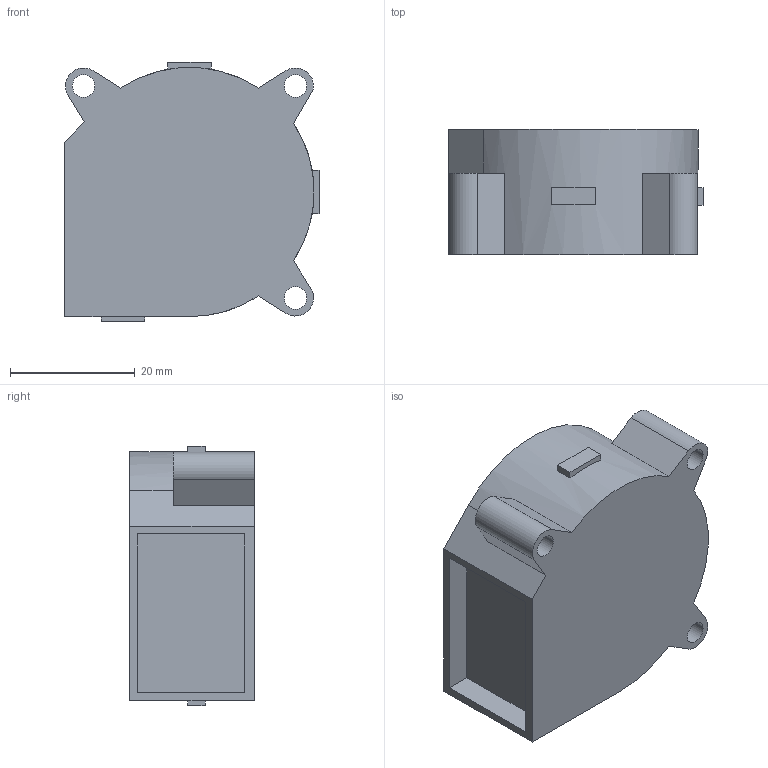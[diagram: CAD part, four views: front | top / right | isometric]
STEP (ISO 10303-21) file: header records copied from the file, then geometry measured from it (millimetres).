
FILE_DESCRIPTION (( 'STEP AP203' ), '1' );
FILE_NAME ('4020 radical.STEP', '2022-02-10T14:42:19', ( '' ), ( '' ), 'SwSTEP 2.0', 'SolidWorks 2021', '' );
FILE_SCHEMA (( 'CONFIG_CONTROL_DESIGN' ));
Length unit declared in the file: millimetre
Products named in the file (1): 4020 radical
Bounding box: 40.8 x 20 x 41.6 mm (x, y, z)
Volume: 24209.9 mm3; surface area: 7158.6 mm2
Topology: 1 solids, 1 shells, 47 faces, 120 edges, 80 vertices
Faces by surface type: plane 35, cylinder 12
Entity records: 1516 total; most frequent: DIRECTION 249, CARTESIAN_POINT 248, ORIENTED_EDGE 240, EDGE_CURVE 120, VECTOR 87, LINE 87, AXIS2_PLACEMENT_3D 81, VERTEX_POINT 80
